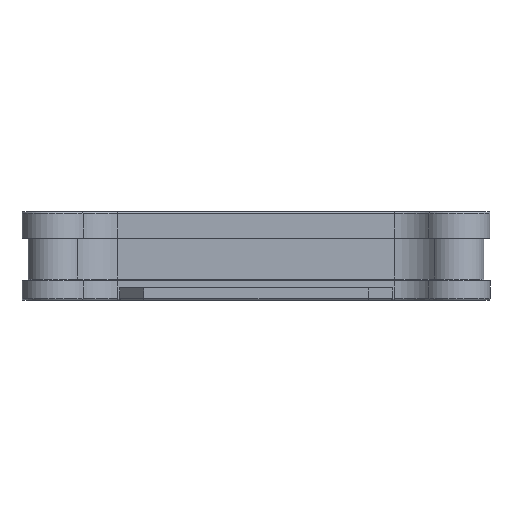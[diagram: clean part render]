
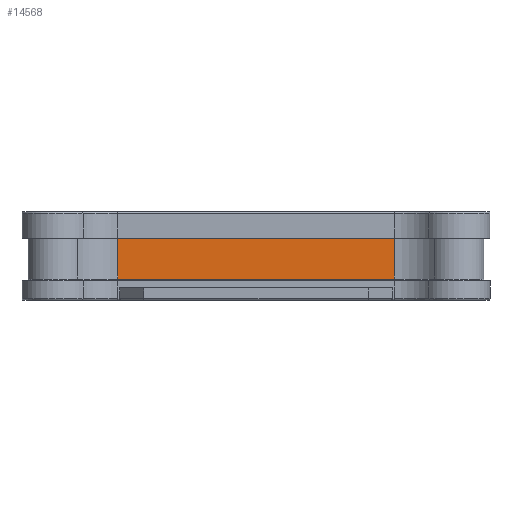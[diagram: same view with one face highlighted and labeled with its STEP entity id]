
A CAD part, left-side view. The second image highlights one B-rep face of the part: STEP entity #14568.
In plain terms, the highlighted planar face has unit normal (-1, 0, 0).
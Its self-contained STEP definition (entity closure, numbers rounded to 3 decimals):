
#1000=FACE_OUTER_BOUND('',#1836,.T.);
#1836=EDGE_LOOP('',(#12310,#12311,#12312,#12313));
#3767=LINE('',#23859,#5240);
#3774=LINE('',#23887,#5247);
#3859=LINE('',#24112,#5332);
#3860=LINE('',#24113,#5333);
#5240=VECTOR('',#19079,10.);
#5247=VECTOR('',#19116,10.);
#5332=VECTOR('',#19381,10.);
#5333=VECTOR('',#19382,10.);
#6680=VERTEX_POINT('',#23853);
#6681=VERTEX_POINT('',#23857);
#6687=VERTEX_POINT('',#23885);
#6737=VERTEX_POINT('',#24111);
#8540=EDGE_CURVE('',#6681,#6680,#3767,.T.);
#8554=EDGE_CURVE('',#6687,#6681,#3774,.T.);
#8665=EDGE_CURVE('',#6737,#6687,#3859,.T.);
#8666=EDGE_CURVE('',#6680,#6737,#3860,.T.);
#12310=ORIENTED_EDGE('',*,*,#8540,.F.);
#12311=ORIENTED_EDGE('',*,*,#8554,.F.);
#12312=ORIENTED_EDGE('',*,*,#8665,.F.);
#12313=ORIENTED_EDGE('',*,*,#8666,.F.);
#13883=PLANE('',#15817);
#14568=ADVANCED_FACE('',(#1000),#13883,.T.);
#15817=AXIS2_PLACEMENT_3D('',#24110,#19379,#19380);
#19079=DIRECTION('',(0.,1.,0.));
#19116=DIRECTION('',(0.,0.,-1.));
#19379=DIRECTION('center_axis',(-1.,0.,0.));
#19380=DIRECTION('ref_axis',(0.,-1.,0.));
#19381=DIRECTION('',(0.,-1.,0.));
#19382=DIRECTION('',(0.,0.,1.));
#23853=CARTESIAN_POINT('',(-55.,39.365,5.5));
#23857=CARTESIAN_POINT('',(-55.,-38.615,5.5));
#23859=CARTESIAN_POINT('',(-55.,28.063,5.5));
#23885=CARTESIAN_POINT('',(-55.,-38.615,18.));
#23887=CARTESIAN_POINT('',(-55.,-38.615,24.));
#24110=CARTESIAN_POINT('Origin',(-55.,55.75,0.));
#24111=CARTESIAN_POINT('',(-55.,39.365,18.));
#24112=CARTESIAN_POINT('',(-55.,28.063,18.));
#24113=CARTESIAN_POINT('',(-55.,39.365,24.));
